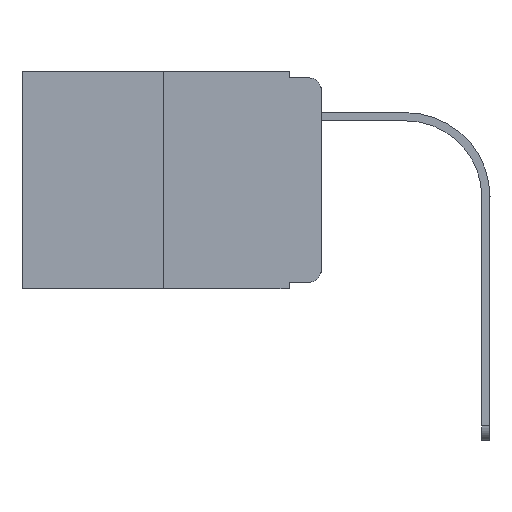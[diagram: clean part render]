
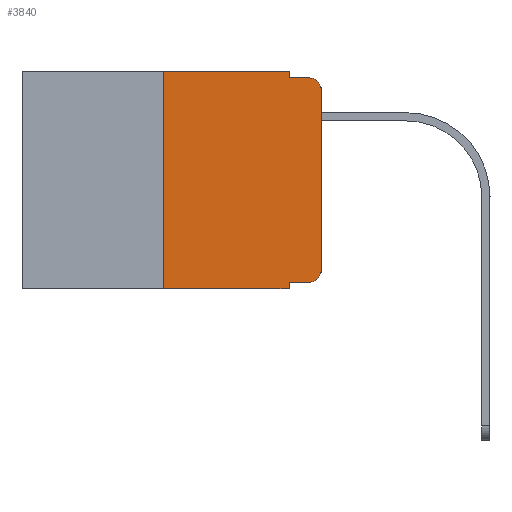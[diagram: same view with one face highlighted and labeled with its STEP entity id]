
A CAD part, left-side view. The second image highlights one B-rep face of the part: STEP entity #3840.
In plain terms, the highlighted planar face has unit normal (-1, 0, 0).
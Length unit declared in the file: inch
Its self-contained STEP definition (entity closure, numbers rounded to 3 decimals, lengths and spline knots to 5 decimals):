
#188 = LINE ( 'NONE', #2406, #9939 ) ;
#223 = CARTESIAN_POINT ( 'NONE',  ( 0., 0.02, -0.03 ) ) ;
#284 = EDGE_CURVE ( 'NONE', #5580, #5070, #4611, .T. ) ;
#463 = ORIENTED_EDGE ( 'NONE', *, *, #3337, .T. ) ;
#676 = CARTESIAN_POINT ( 'NONE',  ( 0., 0.051, -0.333 ) ) ;
#968 = EDGE_CURVE ( 'NONE', #8887, #7035, #10754, .T. ) ;
#1073 = AXIS2_PLACEMENT_3D ( 'NONE', #8120, #1568, #5908 ) ;
#1117 = EDGE_CURVE ( 'NONE', #7035, #5487, #10986, .T. ) ;
#1242 = CARTESIAN_POINT ( 'NONE',  ( 0., 0.25, 0. ) ) ;
#1323 = CARTESIAN_POINT ( 'NONE',  ( 0., 0.051, 0. ) ) ;
#1452 = CARTESIAN_POINT ( 'NONE',  ( 0., 0.473, 0. ) ) ;
#1529 = CARTESIAN_POINT ( 'NONE',  ( 0., 0.051, -0.01 ) ) ;
#1568 = DIRECTION ( 'NONE',  ( 1., 0., 0. ) ) ;
#1590 = ORIENTED_EDGE ( 'NONE', *, *, #14054, .F. ) ;
#1751 = EDGE_CURVE ( 'NONE', #10627, #8183, #9033, .T. ) ;
#2196 = VECTOR ( 'NONE', #5864, 39.37008 ) ;
#2284 = DIRECTION ( 'NONE',  ( 0., 0., 1. ) ) ;
#2406 = CARTESIAN_POINT ( 'NONE',  ( 0., 0.25, 0. ) ) ;
#2626 = CARTESIAN_POINT ( 'NONE',  ( 0., 0., -0.03 ) ) ;
#2669 = EDGE_CURVE ( 'NONE', #5580, #8887, #5056, .T. ) ;
#2712 = PLANE ( 'NONE',  #1073 ) ;
#3002 = ORIENTED_EDGE ( 'NONE', *, *, #2669, .T. ) ;
#3028 = VECTOR ( 'NONE', #2284, 39.37008 ) ;
#3253 = VERTEX_POINT ( 'NONE', #1242 ) ;
#3337 = EDGE_CURVE ( 'NONE', #6108, #5070, #5925, .T. ) ;
#3441 = DIRECTION ( 'NONE',  ( 0., 0., -1. ) ) ;
#3531 = VECTOR ( 'NONE', #13751, 39.37008 ) ;
#3589 = LINE ( 'NONE', #1452, #5461 ) ;
#3799 = CARTESIAN_POINT ( 'NONE',  ( 0., 0.02, -0.333 ) ) ;
#3840 = ADVANCED_FACE ( 'NONE', ( #12621 ), #2712, .F. ) ;
#4318 = DIRECTION ( 'NONE',  ( 0., 0., -1. ) ) ;
#4478 = CARTESIAN_POINT ( 'NONE',  ( 0., 0.051, 0. ) ) ;
#4611 = LINE ( 'NONE', #1323, #6380 ) ;
#4726 = DIRECTION ( 'NONE',  ( 0., -1., 0. ) ) ;
#5056 = LINE ( 'NONE', #7111, #3531 ) ;
#5070 = VERTEX_POINT ( 'NONE', #13678 ) ;
#5461 = VECTOR ( 'NONE', #4726, 39.37008 ) ;
#5487 = VERTEX_POINT ( 'NONE', #2626 ) ;
#5566 = CARTESIAN_POINT ( 'NONE',  ( 0., 0., 0. ) ) ;
#5580 = VERTEX_POINT ( 'NONE', #676 ) ;
#5798 = EDGE_CURVE ( 'NONE', #6108, #3253, #188, .T. ) ;
#5864 = DIRECTION ( 'NONE',  ( 0., -1., 0. ) ) ;
#5908 = DIRECTION ( 'NONE',  ( 0., 0., -1. ) ) ;
#5925 = LINE ( 'NONE', #6927, #2196 ) ;
#6108 = VERTEX_POINT ( 'NONE', #8298 ) ;
#6268 = EDGE_CURVE ( 'NONE', #5487, #8183, #13834, .T. ) ;
#6380 = VECTOR ( 'NONE', #4318, 39.37008 ) ;
#6411 = AXIS2_PLACEMENT_3D ( 'NONE', #12771, #9477, #7130 ) ;
#6725 = CARTESIAN_POINT ( 'NONE',  ( 0., 0., -0.313 ) ) ;
#6822 = ORIENTED_EDGE ( 'NONE', *, *, #5798, .F. ) ;
#6874 = VECTOR ( 'NONE', #7973, 39.37008 ) ;
#6927 = CARTESIAN_POINT ( 'NONE',  ( 0., 0.473, -0.343 ) ) ;
#7035 = VERTEX_POINT ( 'NONE', #6725 ) ;
#7111 = CARTESIAN_POINT ( 'NONE',  ( 0., 0.051, -0.333 ) ) ;
#7130 = DIRECTION ( 'NONE',  ( 0., 0., -1. ) ) ;
#7604 = DIRECTION ( 'NONE',  ( 0., 0., 1. ) ) ;
#7688 = AXIS2_PLACEMENT_3D ( 'NONE', #223, #13201, #3441 ) ;
#7697 = ORIENTED_EDGE ( 'NONE', *, *, #10843, .F. ) ;
#7973 = DIRECTION ( 'NONE',  ( 0., -1., 0. ) ) ;
#8120 = CARTESIAN_POINT ( 'NONE',  ( 0., 0.473, 0. ) ) ;
#8183 = VERTEX_POINT ( 'NONE', #12837 ) ;
#8298 = CARTESIAN_POINT ( 'NONE',  ( 0., 0.25, -0.343 ) ) ;
#8887 = VERTEX_POINT ( 'NONE', #3799 ) ;
#9033 = LINE ( 'NONE', #13390, #6874 ) ;
#9477 = DIRECTION ( 'NONE',  ( -1., 0., 0. ) ) ;
#9897 = ORIENTED_EDGE ( 'NONE', *, *, #284, .F. ) ;
#9939 = VECTOR ( 'NONE', #7604, 39.37008 ) ;
#10071 = CARTESIAN_POINT ( 'NONE',  ( 0., 0.051, 0. ) ) ;
#10267 = ORIENTED_EDGE ( 'NONE', *, *, #1117, .T. ) ;
#10327 = DIRECTION ( 'NONE',  ( 0., 0., -1. ) ) ;
#10627 = VERTEX_POINT ( 'NONE', #1529 ) ;
#10754 = CIRCLE ( 'NONE', #6411, 0.02 ) ;
#10843 = EDGE_CURVE ( 'NONE', #11813, #10627, #12537, .T. ) ;
#10986 = LINE ( 'NONE', #5566, #3028 ) ;
#10987 = EDGE_LOOP ( 'NONE', ( #10267, #12511, #14020, #7697, #1590, #6822, #463, #9897, #3002, #12637 ) ) ;
#11813 = VERTEX_POINT ( 'NONE', #4478 ) ;
#12511 = ORIENTED_EDGE ( 'NONE', *, *, #6268, .T. ) ;
#12537 = LINE ( 'NONE', #10071, #13403 ) ;
#12621 = FACE_OUTER_BOUND ( 'NONE', #10987, .T. ) ;
#12637 = ORIENTED_EDGE ( 'NONE', *, *, #968, .T. ) ;
#12771 = CARTESIAN_POINT ( 'NONE',  ( 0., 0.02, -0.313 ) ) ;
#12837 = CARTESIAN_POINT ( 'NONE',  ( 0., 0.02, -0.01 ) ) ;
#13201 = DIRECTION ( 'NONE',  ( -1., 0., 0. ) ) ;
#13390 = CARTESIAN_POINT ( 'NONE',  ( 0., 0.051, -0.01 ) ) ;
#13403 = VECTOR ( 'NONE', #10327, 39.37008 ) ;
#13678 = CARTESIAN_POINT ( 'NONE',  ( 0., 0.051, -0.343 ) ) ;
#13751 = DIRECTION ( 'NONE',  ( 0., -1., 0. ) ) ;
#13834 = CIRCLE ( 'NONE', #7688, 0.02 ) ;
#14020 = ORIENTED_EDGE ( 'NONE', *, *, #1751, .F. ) ;
#14054 = EDGE_CURVE ( 'NONE', #3253, #11813, #3589, .T. ) ;
